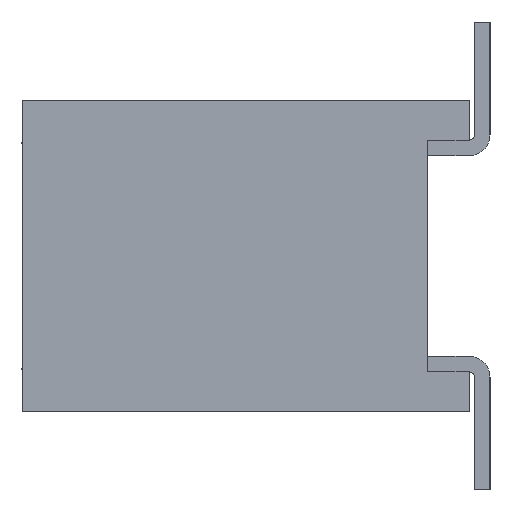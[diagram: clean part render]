
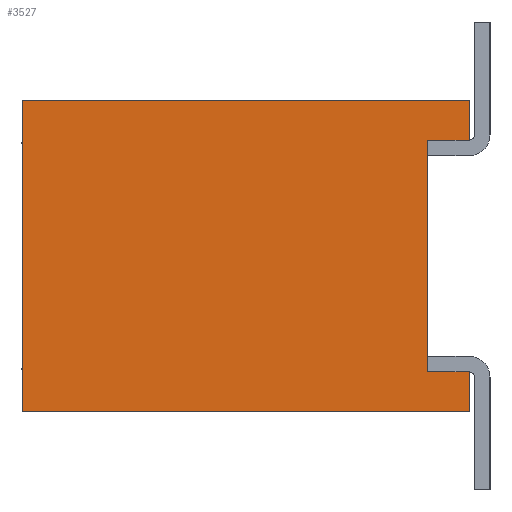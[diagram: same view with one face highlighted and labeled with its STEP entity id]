
A CAD part, left-side view. The second image highlights one B-rep face of the part: STEP entity #3527.
In plain terms, the highlighted planar face has unit normal (-1, 0, 0).
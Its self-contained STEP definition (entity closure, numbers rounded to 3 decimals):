
#1=DIRECTION('',(0.,0.,1.));
#2=VECTOR('',#1,3.);
#3=CARTESIAN_POINT('',(-5.31,0.,-1.5));
#4=LINE('2090',#3,#2);
#5=DIRECTION('',(0.,1.,0.));
#6=VECTOR('',#5,0.4);
#7=CARTESIAN_POINT('',(-5.31,-4.3,-1.115));
#8=LINE('2158',#7,#6);
#31=DIRECTION('',(0.,0.,1.));
#32=VECTOR('',#31,2.23);
#33=CARTESIAN_POINT('',(-5.31,-3.9,-1.115));
#34=LINE('2161',#33,#32);
#39=DIRECTION('',(0.,-1.,0.));
#40=VECTOR('',#39,0.4);
#41=CARTESIAN_POINT('',(-5.31,-3.9,1.115));
#42=LINE('2160',#41,#40);
#69=DIRECTION('',(0.,0.,1.));
#70=VECTOR('',#69,0.385);
#71=CARTESIAN_POINT('',(-5.31,-4.3,1.115));
#72=LINE('2236',#71,#70);
#81=DIRECTION('',(0.,1.,0.));
#82=VECTOR('',#81,4.3);
#83=CARTESIAN_POINT('',(-5.31,-4.3,1.5));
#84=LINE('2254',#83,#82);
#139=DIRECTION('',(0.,0.,1.));
#140=VECTOR('',#139,0.385);
#141=CARTESIAN_POINT('',(-5.31,-4.3,-1.5));
#142=LINE('2285',#141,#140);
#935=DIRECTION('',(0.,-1.,0.));
#936=VECTOR('',#935,4.3);
#937=CARTESIAN_POINT('',(-5.31,0.,-1.5));
#938=LINE('2159',#937,#936);
#2529=CARTESIAN_POINT('',(-5.31,0.,-1.5));
#2530=CARTESIAN_POINT('',(-5.31,0.,1.5));
#2531=VERTEX_POINT('',#2529);
#2532=VERTEX_POINT('',#2530);
#2665=CARTESIAN_POINT('',(-5.31,-4.3,-1.115));
#2666=CARTESIAN_POINT('',(-5.31,-3.9,-1.115));
#2667=VERTEX_POINT('',#2665);
#2668=VERTEX_POINT('',#2666);
#2669=CARTESIAN_POINT('',(-5.31,-4.3,-1.5));
#2670=VERTEX_POINT('',#2669);
#2671=CARTESIAN_POINT('',(-5.31,-3.9,1.115));
#2672=CARTESIAN_POINT('',(-5.31,-4.3,1.115));
#2673=VERTEX_POINT('',#2671);
#2674=VERTEX_POINT('',#2672);
#2831=CARTESIAN_POINT('',(-5.31,-4.3,1.5));
#2832=VERTEX_POINT('',#2831);
#3505=CARTESIAN_POINT('',(-5.31,-2.15,0.));
#3506=DIRECTION('',(1.,0.,0.));
#3507=DIRECTION('',(0.,0.,1.));
#3508=AXIS2_PLACEMENT_3D('',#3505,#3506,#3507);
#3509=PLANE('2707',#3508);
#3511=ORIENTED_EDGE('2158',*,*,#3510,.F.);
#3513=ORIENTED_EDGE('2285',*,*,#3512,.F.);
#3515=ORIENTED_EDGE('2159',*,*,#3514,.F.);
#3516=ORIENTED_EDGE('2090',*,*,#3334,.T.);
#3518=ORIENTED_EDGE('2254',*,*,#3517,.F.);
#3520=ORIENTED_EDGE('2236',*,*,#3519,.F.);
#3522=ORIENTED_EDGE('2160',*,*,#3521,.F.);
#3524=ORIENTED_EDGE('2161',*,*,#3523,.F.);
#3525=EDGE_LOOP('2707',(#3511,#3513,#3515,#3516,#3518,#3520,#3522,#3524));
#3526=FACE_OUTER_BOUND('2707',#3525,.F.);
#3527=ADVANCED_FACE('2707',(#3526),#3509,.F.);
#3334=EDGE_CURVE('2090',#2531,#2532,#4,.T.);
#3510=EDGE_CURVE('2158',#2667,#2668,#8,.T.);
#3512=EDGE_CURVE('2285',#2670,#2667,#142,.T.);
#3514=EDGE_CURVE('2159',#2531,#2670,#938,.T.);
#3517=EDGE_CURVE('2254',#2832,#2532,#84,.T.);
#3519=EDGE_CURVE('2236',#2674,#2832,#72,.T.);
#3521=EDGE_CURVE('2160',#2673,#2674,#42,.T.);
#3523=EDGE_CURVE('2161',#2668,#2673,#34,.T.);
